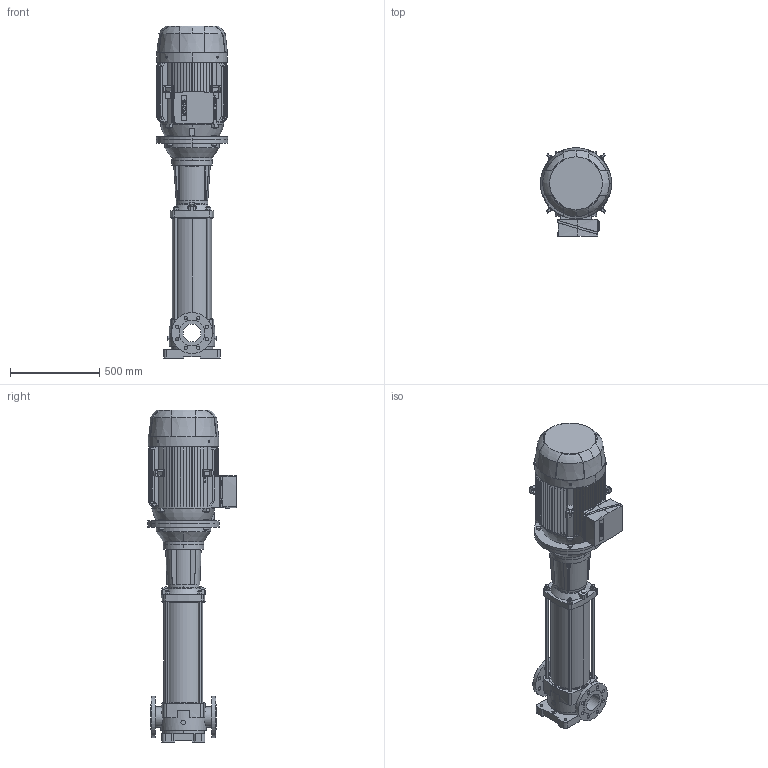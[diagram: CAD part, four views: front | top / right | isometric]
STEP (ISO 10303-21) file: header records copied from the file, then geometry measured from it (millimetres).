
FILE_DESCRIPTION (( 'STEP AP203' ), '1' );
FILE_NAME ('4_93_632_08_REV01.step', '2023-04-14T06:40:07', ( '' ), ( '' ), 'SwSTEP 2.0', 'SolidWorks 2020', '' );
FILE_SCHEMA (( 'CONFIG_CONTROL_DESIGN' ));
Length unit declared in the file: millimetre
Products named in the file (5): Copia di M16x55_UNI_5727^4_93_632_08_REV01; Copia di M16x2_ingombro^4_93_632_08_REV01; 4_93_632_08_REV01; 4.93.631.07swp01; 10016136swn00
Assembly tree (10 placements, depth 2):
  4_93_632_08_REV01
    Copia di M16x55_UNI_5727^4_93_632_08_REV01  x4
    Copia di M16x2_ingombro^4_93_632_08_REV01  x4
    4.93.631.07swp01
    10016136swn00
Bounding box: 400 x 496 x 1858.6 mm (x, y, z)
Volume: 81469219.4 mm3; surface area: 4912612.2 mm2
Topology: 33 solids, 33 shells, 1856 faces, 4947 edges, 3221 vertices
Faces by surface type: plane 1065, cylinder 532, bspline 146, cone 113
Entity records: 63828 total; most frequent: CARTESIAN_POINT 21641, ORIENTED_EDGE 9322, DIRECTION 7782, EDGE_CURVE 4661, VERTEX_POINT 3059, AXIS2_PLACEMENT_3D 2695, VECTOR 2392, LINE 2392
